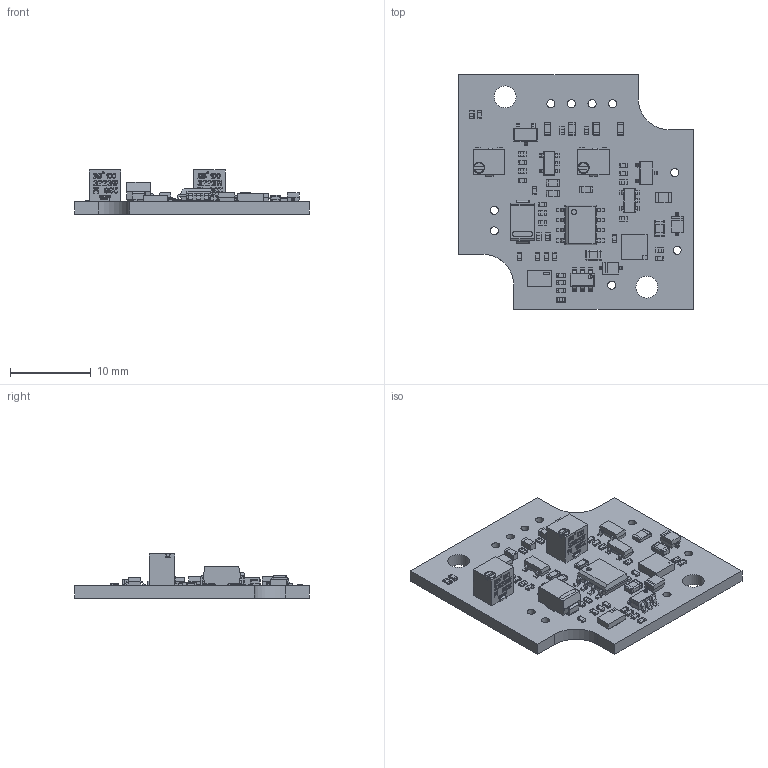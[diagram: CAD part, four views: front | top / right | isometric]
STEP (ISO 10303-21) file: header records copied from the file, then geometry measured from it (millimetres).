
FILE_DESCRIPTION(('Open CASCADE Model'),'2;1');
FILE_NAME('Open CASCADE Shape Model','2024-07-22T15:14:52',('Author'),( 'Open CASCADE'),'Open CASCADE STEP processor 7.5','Open CASCADE 7.5' ,'Unknown');
FILE_SCHEMA(('AUTOMOTIVE_DESIGN { 1 0 10303 214 1 1 1 1 }'));
Length unit declared in the file: millimetre
Products named in the file (73): PCB; Board; Open CASCADE STEP translator 7.5 1.1.1; D3; SOD323; D2; R20; RES0402; C15; CAP0402; U6; DFN8_30x20mm_050-1; U5; SON8-3x3; T2; SOT23-6; R19; R18; R17; R16; R15; R14; R13; R12; R11; C14; C13; C12; C11; C10; CAP0805; C1; C2; C3; C4; C5; C6; C7; D1; Diode SMA ...
Assembly tree (109 placements, depth 4):
  PCB
    Board
      Open CASCADE STEP translator 7.5 1.1.1
    D3
      SOD323
    D2
      SOD323
    R20
      RES0402
    C15
      CAP0402
    U6
      DFN8_30x20mm_050-1
    U5
      SON8-3x3
    T2
      SOT23-6
    R19
      RES0402
    R18
      RES0402
    R17
      RES0402
    R16
      RES0402
    R15
      RES0402
    R14
      RES0402
    R13
      RES0402
    R12
      RES0402
    R11
      RES0402
    C14
      CAP0402
    C13
      CAP0402
    C12
      CAP0402
    C11
      CAP0402
    C10
      CAP0805
    C1
      CAP0402
    C2
      CAP0402
    C3
      CAP0402
    C4
      CAP0402
    C5
      CAP0402
    C6
      CAP0402
    C7
      CAP0402
    D1
Bounding box: 29 x 29 x 5.47 mm (x, y, z)
Volume: 1336.1 mm3; surface area: 2470.5 mm2
Topology: 124 solids, 241 shells, 3460 faces, 8909 edges, 5689 vertices
Faces by surface type: plane 2270, bspline 768, cylinder 364, sphere 42, cone 14, extrusion 2
Full cylindrical faces by diameter (mm): 1 x9, 2.7 x2
Entity records: 54725 total; most frequent: CARTESIAN_POINT 12784, ORIENTED_EDGE 8486, DIRECTION 7085, EDGE_CURVE 4343, VECTOR 3081, LINE 3080, VERTEX_POINT 2842, AXIS2_PLACEMENT_3D 2002
